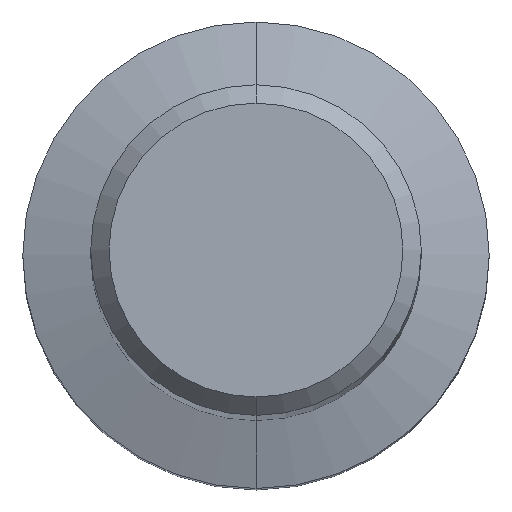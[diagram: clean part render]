
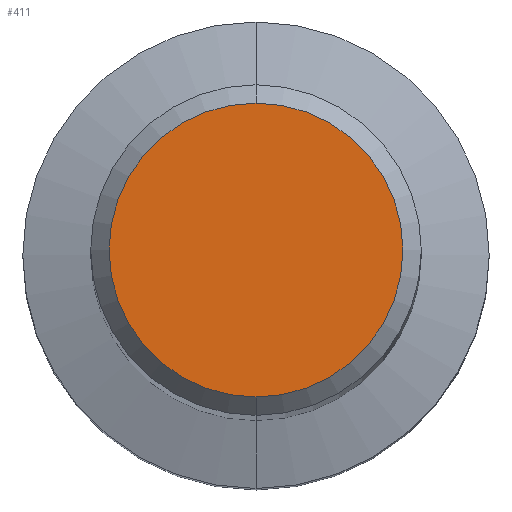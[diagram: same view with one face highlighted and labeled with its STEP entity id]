
A CAD part, top view. The second image highlights one B-rep face of the part: STEP entity #411.
In plain terms, the highlighted planar face has unit normal (0, 0, 1).
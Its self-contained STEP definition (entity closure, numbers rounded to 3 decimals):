
#269=EDGE_CURVE('',#513,#391,#636,.T.);
#277=EDGE_CURVE('',#391,#513,#644,.T.);
#391=VERTEX_POINT('',#770);
#411=ADVANCED_FACE('',(#791),#792,.T.);
#513=VERTEX_POINT('',#903);
#636=CIRCLE('',#1067,4.0);
#644=CIRCLE('',#1080,4.0);
#770=CARTESIAN_POINT('',(0.,-4.0,0.0));
#791=FACE_OUTER_BOUND('',#1360,.T.);
#792=PLANE('',#1361);
#903=CARTESIAN_POINT('',(0.0,4.0,0.0));
#1067=AXIS2_PLACEMENT_3D('',#1790,#1791,#1792);
#1080=AXIS2_PLACEMENT_3D('',#1795,#1796,#1797);
#1360=EDGE_LOOP('',(#1941,#1942));
#1361=AXIS2_PLACEMENT_3D('',#1943,#1944,#1945);
#1790=CARTESIAN_POINT('',(0.0,0.0,0.0));
#1791=DIRECTION('',(0.0,0.0,-1.0));
#1792=DIRECTION('',(0.0,1.0,0.0));
#1795=CARTESIAN_POINT('',(0.0,0.0,0.0));
#1796=DIRECTION('',(0.0,0.0,-1.0));
#1797=DIRECTION('',(0.0,1.0,0.0));
#1941=ORIENTED_EDGE('',*,*,#269,.F.);
#1942=ORIENTED_EDGE('',*,*,#277,.F.);
#1943=CARTESIAN_POINT('',(0.0,2.0,0.0));
#1944=DIRECTION('',(-0.0,0.0,1.0));
#1945=DIRECTION('',(0.0,-1.0,0.0));
